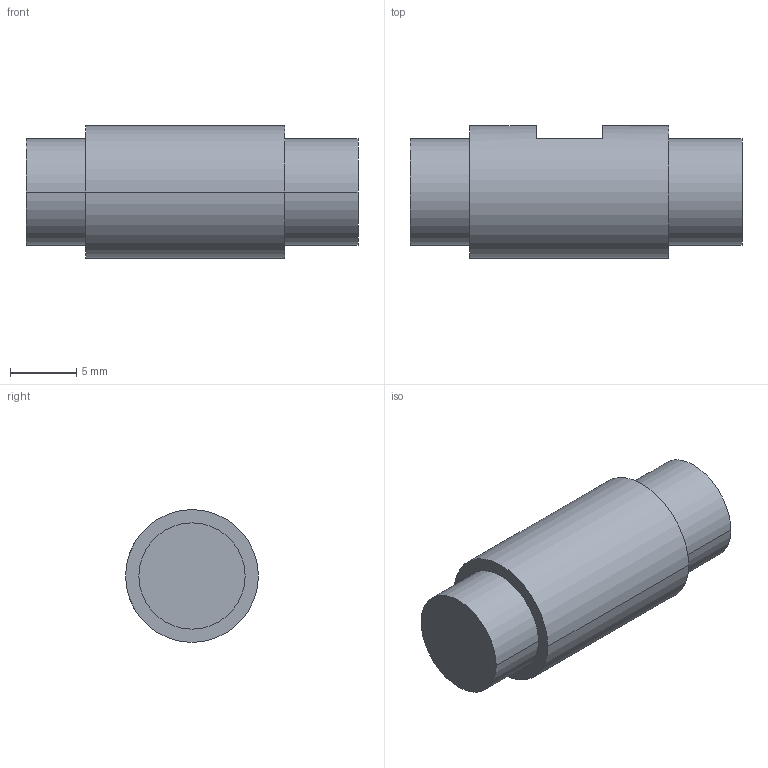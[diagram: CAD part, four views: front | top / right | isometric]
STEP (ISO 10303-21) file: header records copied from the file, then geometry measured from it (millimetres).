
FILE_DESCRIPTION (( 'STEP AP214' ), '1' );
FILE_NAME ('PER3-USI-007A-AXE ROUE CODEUSE.STEP', '2021-07-29T06:56:30', ( '' ), ( '' ), 'SwSTEP 2.0', 'SolidWorks 2021', '' );
FILE_SCHEMA (( 'AUTOMOTIVE_DESIGN' ));
Length unit declared in the file: millimetre
Products named in the file (1): PER3-USI-007A-AXE ROUE CODEUSE
Bounding box: 25 x 10 x 10 mm (x, y, z)
Volume: 1547.2 mm3; surface area: 961 mm2
Topology: 1 solids, 1 shells, 16 faces, 33 edges, 22 vertices
Faces by surface type: cylinder 8, plane 8
Entity records: 471 total; most frequent: DIRECTION 87, CARTESIAN_POINT 72, ORIENTED_EDGE 66, AXIS2_PLACEMENT_3D 37, EDGE_CURVE 33, VERTEX_POINT 22, CIRCLE 20, EDGE_LOOP 19
